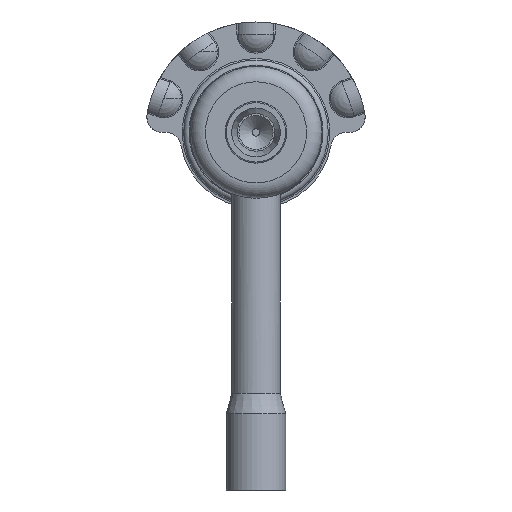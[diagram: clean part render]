
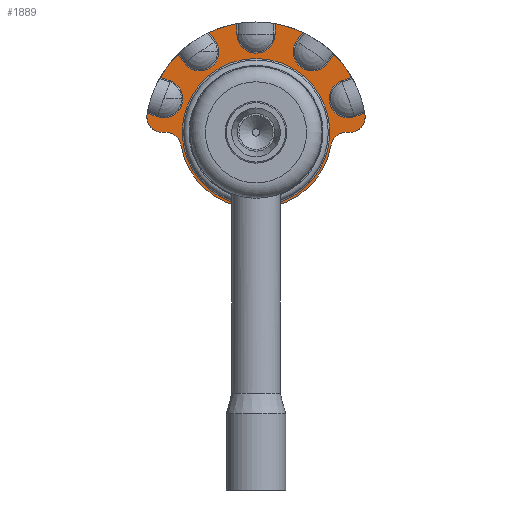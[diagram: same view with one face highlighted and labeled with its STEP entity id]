
A CAD part, front view. The second image highlights one B-rep face of the part: STEP entity #1889.
In plain terms, the highlighted planar face has unit normal (0, -1, 0).
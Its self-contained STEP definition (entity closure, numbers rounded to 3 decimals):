
#121=CARTESIAN_POINT('',(1.66,5.074,27.));
#122=VERTEX_POINT('',#121);
#147=CARTESIAN_POINT('',(1.66,5.074,7.6));
#148=VERTEX_POINT('',#147);
#149=CARTESIAN_POINT('',(1.66,5.074,17.3));
#150=DIRECTION('',(0.,1.,0.));
#151=DIRECTION('',(0.,-0.,1.));
#152=AXIS2_PLACEMENT_3D('',#149,#150,#151);
#153=CIRCLE('',#152,9.7);
#154=EDGE_CURVE('NONE',#148,#122,#153,.T.);
#156=CARTESIAN_POINT('',(1.66,5.074,17.3));
#157=DIRECTION('',(0.,1.,0.));
#158=DIRECTION('',(0.,-0.,1.));
#159=AXIS2_PLACEMENT_3D('',#156,#157,#158);
#160=CIRCLE('',#159,9.7);
#161=EDGE_CURVE('NONE',#122,#148,#160,.T.);
#303=CARTESIAN_POINT('',(4.158,5.074,31.583));
#304=VERTEX_POINT('',#303);
#312=CARTESIAN_POINT('',(7.807,5.074,30.433));
#313=VERTEX_POINT('',#312);
#314=CARTESIAN_POINT('',(1.66,5.074,17.3));
#315=DIRECTION('',(0.,1.,0.));
#316=DIRECTION('',(0.,-0.,1.));
#317=AXIS2_PLACEMENT_3D('',#314,#315,#316);
#318=CIRCLE('',#317,14.5);
#319=EDGE_CURVE('NONE',#304,#313,#318,.T.);
#360=CARTESIAN_POINT('',(11.899,5.074,27.567));
#361=VERTEX_POINT('',#360);
#369=CARTESIAN_POINT('',(14.228,5.074,24.532));
#370=VERTEX_POINT('',#369);
#371=CARTESIAN_POINT('',(1.66,5.074,17.3));
#372=DIRECTION('',(0.,1.,0.));
#373=DIRECTION('',(0.,-0.,1.));
#374=AXIS2_PLACEMENT_3D('',#371,#372,#373);
#375=CIRCLE('',#374,14.5);
#376=EDGE_CURVE('NONE',#361,#370,#375,.T.);
#417=CARTESIAN_POINT('',(15.936,5.074,19.838));
#418=VERTEX_POINT('',#417);
#426=CARTESIAN_POINT('',(15.973,5.074,19.62));
#427=VERTEX_POINT('',#426);
#428=CARTESIAN_POINT('',(1.66,5.074,17.3));
#429=DIRECTION('',(0.,1.,0.));
#430=DIRECTION('',(0.,-0.,1.));
#431=AXIS2_PLACEMENT_3D('',#428,#429,#430);
#432=CIRCLE('',#431,14.5);
#433=EDGE_CURVE('NONE',#418,#427,#432,.T.);
#1673=CARTESIAN_POINT('',(1.66,5.074,17.3));
#1674=DIRECTION('',(0.,1.,0.));
#1675=DIRECTION('',(0.,0.,1.));
#1676=AXIS2_PLACEMENT_3D('',#1673,#1674,#1675);
#1677=PLANE('',#1676);
#1678=ORIENTED_EDGE('',*,*,#161,.T.);
#1679=ORIENTED_EDGE('',*,*,#154,.T.);
#1680=EDGE_LOOP('',(#1678,#1679));
#1681=FACE_BOUND('',#1680,.T.);
#1682=CARTESIAN_POINT('',(4.158,5.074,30.2));
#1683=VERTEX_POINT('',#1682);
#1684=CARTESIAN_POINT('',(-0.838,5.074,30.2));
#1685=VERTEX_POINT('',#1684);
#1686=CARTESIAN_POINT('',(1.66,5.074,30.2));
#1687=DIRECTION('',(0.,1.,0.));
#1688=DIRECTION('',(0.,-0.,1.));
#1689=AXIS2_PLACEMENT_3D('',#1686,#1687,#1688);
#1690=CIRCLE('',#1689,2.498);
#1691=EDGE_CURVE('NONE',#1683,#1685,#1690,.T.);
#1692=ORIENTED_EDGE('',*,*,#1691,.T.);
#1693=CARTESIAN_POINT('',(-0.838,5.074,31.583));
#1694=VERTEX_POINT('',#1693);
#1695=CARTESIAN_POINT('',(-0.838,5.074,30.2));
#1696=DIRECTION('',(0.,-0.,1.));
#1697=VECTOR('',#1696,1.383);
#1698=LINE('',#1695,#1697);
#1699=EDGE_CURVE('NONE',#1685,#1694,#1698,.T.);
#1700=ORIENTED_EDGE('',*,*,#1699,.T.);
#1701=CARTESIAN_POINT('',(-4.486,5.074,30.433));
#1702=VERTEX_POINT('',#1701);
#1703=CARTESIAN_POINT('',(1.66,5.074,17.3));
#1704=DIRECTION('',(0.,1.,0.));
#1705=DIRECTION('',(0.,-0.,1.));
#1706=AXIS2_PLACEMENT_3D('',#1703,#1704,#1705);
#1707=CIRCLE('',#1706,14.5);
#1708=EDGE_CURVE('NONE',#1702,#1694,#1707,.T.);
#1709=ORIENTED_EDGE('',*,*,#1708,.F.);
#1710=CARTESIAN_POINT('',(-3.693,5.074,29.3));
#1711=VERTEX_POINT('',#1710);
#1712=CARTESIAN_POINT('',(-4.486,5.074,30.433));
#1713=CARTESIAN_POINT('',(-3.693,5.074,29.3));
#1714=B_SPLINE_CURVE_WITH_KNOTS('',1,(#1712,#1713),.UNSPECIFIED.,.F.,.F.,(2,2),(0.,1.383),.UNSPECIFIED.);
#1715=EDGE_CURVE('NONE',#1702,#1711,#1714,.T.);
#1716=ORIENTED_EDGE('',*,*,#1715,.T.);
#1717=CARTESIAN_POINT('',(-7.785,5.074,26.434));
#1718=VERTEX_POINT('',#1717);
#1719=CARTESIAN_POINT('',(-5.739,5.074,27.867));
#1720=DIRECTION('',(0.,1.,0.));
#1721=DIRECTION('',(0.,-0.,1.));
#1722=AXIS2_PLACEMENT_3D('',#1719,#1720,#1721);
#1723=CIRCLE('',#1722,2.498);
#1724=EDGE_CURVE('NONE',#1711,#1718,#1723,.T.);
#1725=ORIENTED_EDGE('',*,*,#1724,.T.);
#1726=CARTESIAN_POINT('',(-8.579,5.074,27.567));
#1727=VERTEX_POINT('',#1726);
#1728=CARTESIAN_POINT('',(-7.785,5.074,26.434));
#1729=CARTESIAN_POINT('',(-8.579,5.074,27.567));
#1730=B_SPLINE_CURVE_WITH_KNOTS('',1,(#1728,#1729),.UNSPECIFIED.,.F.,.F.,(2,2),(0.,1.383),.UNSPECIFIED.);
#1731=EDGE_CURVE('NONE',#1718,#1727,#1730,.T.);
#1732=ORIENTED_EDGE('',*,*,#1731,.T.);
#1733=CARTESIAN_POINT('',(-10.907,5.074,24.532));
#1734=VERTEX_POINT('',#1733);
#1735=CARTESIAN_POINT('',(1.66,5.074,17.3));
#1736=DIRECTION('',(0.,1.,0.));
#1737=DIRECTION('',(0.,-0.,1.));
#1738=AXIS2_PLACEMENT_3D('',#1735,#1736,#1737);
#1739=CIRCLE('',#1738,14.5);
#1740=EDGE_CURVE('NONE',#1734,#1727,#1739,.T.);
#1741=ORIENTED_EDGE('',*,*,#1740,.F.);
#1742=CARTESIAN_POINT('',(-9.607,5.074,24.059));
#1743=VERTEX_POINT('',#1742);
#1744=CARTESIAN_POINT('',(-10.907,5.074,24.532));
#1745=CARTESIAN_POINT('',(-9.607,5.074,24.059));
#1746=B_SPLINE_CURVE_WITH_KNOTS('',1,(#1744,#1745),.UNSPECIFIED.,.F.,.F.,(2,2),(0.,1.383),.UNSPECIFIED.);
#1747=EDGE_CURVE('NONE',#1734,#1743,#1746,.T.);
#1748=ORIENTED_EDGE('',*,*,#1747,.T.);
#1749=CARTESIAN_POINT('',(-11.316,5.074,19.365));
#1750=VERTEX_POINT('',#1749);
#1751=CARTESIAN_POINT('',(-10.462,5.074,21.712));
#1752=DIRECTION('',(0.,1.,0.));
#1753=DIRECTION('',(0.,-0.,1.));
#1754=AXIS2_PLACEMENT_3D('',#1751,#1752,#1753);
#1755=CIRCLE('',#1754,2.498);
#1756=EDGE_CURVE('NONE',#1743,#1750,#1755,.T.);
#1757=ORIENTED_EDGE('',*,*,#1756,.T.);
#1758=CARTESIAN_POINT('',(-12.616,5.074,19.838));
#1759=VERTEX_POINT('',#1758);
#1760=CARTESIAN_POINT('',(-11.316,5.074,19.365));
#1761=DIRECTION('',(-0.94,0.,0.342));
#1762=VECTOR('',#1761,1.383);
#1763=LINE('',#1760,#1762);
#1764=EDGE_CURVE('NONE',#1750,#1759,#1763,.T.);
#1765=ORIENTED_EDGE('',*,*,#1764,.T.);
#1766=CARTESIAN_POINT('',(-12.653,5.074,19.62));
#1767=VERTEX_POINT('',#1766);
#1768=CARTESIAN_POINT('',(1.66,5.074,17.3));
#1769=DIRECTION('',(0.,1.,0.));
#1770=DIRECTION('',(0.,-0.,1.));
#1771=AXIS2_PLACEMENT_3D('',#1768,#1769,#1770);
#1772=CIRCLE('',#1771,14.5);
#1773=EDGE_CURVE('NONE',#1767,#1759,#1772,.T.);
#1774=ORIENTED_EDGE('',*,*,#1773,.F.);
#1775=CARTESIAN_POINT('',(-10.679,5.074,17.3));
#1776=VERTEX_POINT('',#1775);
#1777=CARTESIAN_POINT('',(-10.679,5.074,19.3));
#1778=DIRECTION('',(-0.,-1.,-0.));
#1779=DIRECTION('',(0.,-0.,1.));
#1780=AXIS2_PLACEMENT_3D('',#1777,#1778,#1779);
#1781=CIRCLE('',#1780,2.);
#1782=EDGE_CURVE('NONE',#1767,#1776,#1781,.T.);
#1783=ORIENTED_EDGE('',*,*,#1782,.T.);
#1784=CARTESIAN_POINT('',(-10.172,5.074,17.3));
#1785=VERTEX_POINT('',#1784);
#1786=CARTESIAN_POINT('',(-10.679,5.074,17.3));
#1787=DIRECTION('',(1.,0.,0.));
#1788=VECTOR('',#1787,0.507);
#1789=LINE('',#1786,#1788);
#1790=EDGE_CURVE('NONE',#1776,#1785,#1789,.T.);
#1791=ORIENTED_EDGE('',*,*,#1790,.T.);
#1792=CARTESIAN_POINT('',(-8.2,5.074,15.633));
#1793=VERTEX_POINT('',#1792);
#1794=CARTESIAN_POINT('',(-10.172,5.074,15.3));
#1795=DIRECTION('',(0.,1.,0.));
#1796=DIRECTION('',(0.,-0.,1.));
#1797=AXIS2_PLACEMENT_3D('',#1794,#1795,#1796);
#1798=CIRCLE('',#1797,2.);
#1799=EDGE_CURVE('NONE',#1785,#1793,#1798,.T.);
#1800=ORIENTED_EDGE('',*,*,#1799,.T.);
#1801=CARTESIAN_POINT('',(11.52,5.074,15.633));
#1802=VERTEX_POINT('',#1801);
#1803=CARTESIAN_POINT('',(1.66,5.074,17.3));
#1804=DIRECTION('',(-0.,-1.,-0.));
#1805=DIRECTION('',(0.,-0.,1.));
#1806=AXIS2_PLACEMENT_3D('',#1803,#1804,#1805);
#1807=CIRCLE('',#1806,10.);
#1808=EDGE_CURVE('NONE',#1793,#1802,#1807,.T.);
#1809=ORIENTED_EDGE('',*,*,#1808,.T.);
#1810=CARTESIAN_POINT('',(13.492,5.074,17.3));
#1811=VERTEX_POINT('',#1810);
#1812=CARTESIAN_POINT('',(13.492,5.074,15.3));
#1813=DIRECTION('',(0.,1.,0.));
#1814=DIRECTION('',(0.,-0.,1.));
#1815=AXIS2_PLACEMENT_3D('',#1812,#1813,#1814);
#1816=CIRCLE('',#1815,2.);
#1817=EDGE_CURVE('NONE',#1802,#1811,#1816,.T.);
#1818=ORIENTED_EDGE('',*,*,#1817,.T.);
#1819=CARTESIAN_POINT('',(13.999,5.074,17.3));
#1820=VERTEX_POINT('',#1819);
#1821=CARTESIAN_POINT('',(13.492,5.074,17.3));
#1822=DIRECTION('',(1.,0.,0.));
#1823=VECTOR('',#1822,0.507);
#1824=LINE('',#1821,#1823);
#1825=EDGE_CURVE('NONE',#1811,#1820,#1824,.T.);
#1826=ORIENTED_EDGE('',*,*,#1825,.T.);
#1827=CARTESIAN_POINT('',(13.999,5.074,19.3));
#1828=DIRECTION('',(-0.,-1.,-0.));
#1829=DIRECTION('',(0.,-0.,1.));
#1830=AXIS2_PLACEMENT_3D('',#1827,#1828,#1829);
#1831=CIRCLE('',#1830,2.);
#1832=EDGE_CURVE('NONE',#1820,#427,#1831,.T.);
#1833=ORIENTED_EDGE('',*,*,#1832,.T.);
#1834=ORIENTED_EDGE('',*,*,#433,.F.);
#1835=CARTESIAN_POINT('',(14.637,5.074,19.365));
#1836=VERTEX_POINT('',#1835);
#1837=CARTESIAN_POINT('',(15.936,5.074,19.838));
#1838=DIRECTION('',(-0.94,-0.,-0.342));
#1839=VECTOR('',#1838,1.383);
#1840=LINE('',#1837,#1839);
#1841=EDGE_CURVE('NONE',#418,#1836,#1840,.T.);
#1842=ORIENTED_EDGE('',*,*,#1841,.T.);
#1843=CARTESIAN_POINT('',(12.928,5.074,24.059));
#1844=VERTEX_POINT('',#1843);
#1845=CARTESIAN_POINT('',(13.782,5.074,21.712));
#1846=DIRECTION('',(0.,1.,0.));
#1847=DIRECTION('',(0.,-0.,1.));
#1848=AXIS2_PLACEMENT_3D('',#1845,#1846,#1847);
#1849=CIRCLE('',#1848,2.498);
#1850=EDGE_CURVE('NONE',#1836,#1844,#1849,.T.);
#1851=ORIENTED_EDGE('',*,*,#1850,.T.);
#1852=CARTESIAN_POINT('',(12.928,5.074,24.059));
#1853=DIRECTION('',(0.94,0.,0.342));
#1854=VECTOR('',#1853,1.383);
#1855=LINE('',#1852,#1854);
#1856=EDGE_CURVE('NONE',#1844,#370,#1855,.T.);
#1857=ORIENTED_EDGE('',*,*,#1856,.T.);
#1858=ORIENTED_EDGE('',*,*,#376,.F.);
#1859=CARTESIAN_POINT('',(11.106,5.074,26.434));
#1860=VERTEX_POINT('',#1859);
#1861=CARTESIAN_POINT('',(11.899,5.074,27.567));
#1862=CARTESIAN_POINT('',(11.106,5.074,26.434));
#1863=B_SPLINE_CURVE_WITH_KNOTS('',1,(#1861,#1862),.UNSPECIFIED.,.F.,.F.,(2,2),(0.,1.383),.UNSPECIFIED.);
#1864=EDGE_CURVE('NONE',#361,#1860,#1863,.T.);
#1865=ORIENTED_EDGE('',*,*,#1864,.T.);
#1866=CARTESIAN_POINT('',(7.013,5.074,29.3));
#1867=VERTEX_POINT('',#1866);
#1868=CARTESIAN_POINT('',(9.059,5.074,27.867));
#1869=DIRECTION('',(0.,1.,0.));
#1870=DIRECTION('',(0.,-0.,1.));
#1871=AXIS2_PLACEMENT_3D('',#1868,#1869,#1870);
#1872=CIRCLE('',#1871,2.498);
#1873=EDGE_CURVE('NONE',#1860,#1867,#1872,.T.);
#1874=ORIENTED_EDGE('',*,*,#1873,.T.);
#1875=CARTESIAN_POINT('',(7.013,5.074,29.3));
#1876=CARTESIAN_POINT('',(7.807,5.074,30.433));
#1877=B_SPLINE_CURVE_WITH_KNOTS('',1,(#1875,#1876),.UNSPECIFIED.,.F.,.F.,(2,2),(0.,1.383),.UNSPECIFIED.);
#1878=EDGE_CURVE('NONE',#1867,#313,#1877,.T.);
#1879=ORIENTED_EDGE('',*,*,#1878,.T.);
#1880=ORIENTED_EDGE('',*,*,#319,.F.);
#1881=CARTESIAN_POINT('',(4.158,5.074,31.583));
#1882=DIRECTION('',(-0.,0.,-1.));
#1883=VECTOR('',#1882,1.383);
#1884=LINE('',#1881,#1883);
#1885=EDGE_CURVE('NONE',#304,#1683,#1884,.T.);
#1886=ORIENTED_EDGE('',*,*,#1885,.T.);
#1887=EDGE_LOOP('',(#1692,#1700,#1709,#1716,#1725,#1732,#1741,#1748,#1757,#1765,#1774,#1783,#1791,#1800,#1809,#1818,#1826,#1833,#1834,#1842,#1851,#1857,#1858,#1865,#1874,#1879,
#1880,#1886));
#1888=FACE_BOUND('',#1887,.T.);
#1889=ADVANCED_FACE('NONE',(#1681,#1888),#1677,.F.);
